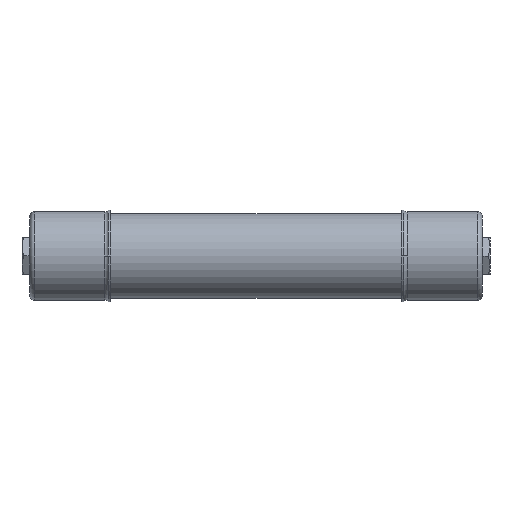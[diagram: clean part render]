
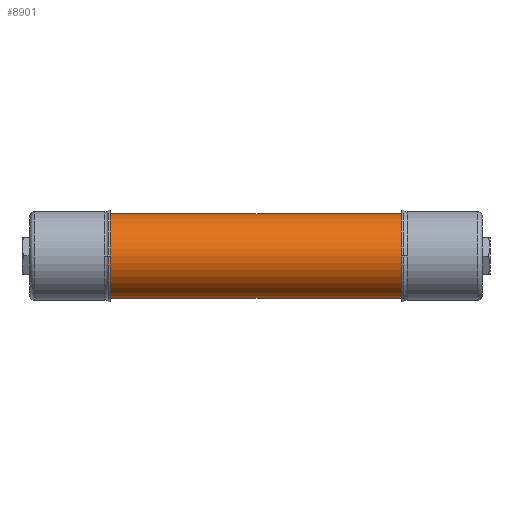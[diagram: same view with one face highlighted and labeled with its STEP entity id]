
A CAD part, front view. The second image highlights one B-rep face of the part: STEP entity #8901.
In plain terms, the highlighted cylindrical face has radius 36.513 mm (diameter 73.025 mm), a partial arc.
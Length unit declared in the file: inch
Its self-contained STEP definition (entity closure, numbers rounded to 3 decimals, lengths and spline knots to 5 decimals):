
#766 = DIRECTION ( 'NONE',  ( 0., 0., -1. ) ) ;
#1003 = AXIS2_PLACEMENT_3D ( 'NONE', #14975, #14032, #766 ) ;
#2385 = VERTEX_POINT ( 'NONE', #13217 ) ;
#2502 = DIRECTION ( 'NONE',  ( 0., 0., -1. ) ) ;
#2551 = DIRECTION ( 'NONE',  ( -1., 0., 0. ) ) ;
#2627 = VERTEX_POINT ( 'NONE', #13721 ) ;
#3328 = DIRECTION ( 'NONE',  ( -1., 0., 0. ) ) ;
#3706 = CIRCLE ( 'NONE', #1003, 1.4375 ) ;
#4148 = ORIENTED_EDGE ( 'NONE', *, *, #11076, .F. ) ;
#4179 = VERTEX_POINT ( 'NONE', #14536 ) ;
#5599 = LINE ( 'NONE', #8081, #8590 ) ;
#5764 = EDGE_CURVE ( 'Edge2', #8013, #2627, #12081, .T. ) ;
#6027 = CARTESIAN_POINT ( 'NONE',  ( 7.539, 0., 0. ) ) ;
#6364 = LINE ( 'NONE', #14203, #7085 ) ;
#6684 = AXIS2_PLACEMENT_3D ( 'NONE', #6027, #3328, #16471 ) ;
#7085 = VECTOR ( 'NONE', #2551, 39.37008 ) ;
#7532 = EDGE_LOOP ( 'NONE', ( #4148, #8622, #8981, #14944 ) ) ;
#8013 = VERTEX_POINT ( 'NONE', #8066 ) ;
#8066 = CARTESIAN_POINT ( 'NONE',  ( -7.539, 0., 1.4375 ) ) ;
#8081 = CARTESIAN_POINT ( 'NONE',  ( 7.539, 0., -1.4375 ) ) ;
#8590 = VECTOR ( 'NONE', #10909, 39.37008 ) ;
#8622 = ORIENTED_EDGE ( 'NONE', *, *, #8885, .F. ) ;
#8885 = EDGE_CURVE ( 'Edge1', #2385, #4179, #3706, .T. ) ;
#8901 = ADVANCED_FACE ( 'Face2', ( #11313 ), #10021, .T. ) ;
#8981 = ORIENTED_EDGE ( 'NONE', *, *, #14312, .T. ) ;
#10021 = CYLINDRICAL_SURFACE ( 'NONE', #6684, 1.4375 ) ;
#10909 = DIRECTION ( 'NONE',  ( -1., 0., 0. ) ) ;
#11076 = EDGE_CURVE ( 'NONE', #4179, #2627, #5599, .T. ) ;
#11313 = FACE_OUTER_BOUND ( 'NONE', #7532, .T. ) ;
#12081 = CIRCLE ( 'NONE', #12623, 1.4375 ) ;
#12623 = AXIS2_PLACEMENT_3D ( 'NONE', #16430, #15248, #2502 ) ;
#13217 = CARTESIAN_POINT ( 'NONE',  ( 7.539, 0., 1.4375 ) ) ;
#13721 = CARTESIAN_POINT ( 'NONE',  ( -7.539, 0., -1.4375 ) ) ;
#14032 = DIRECTION ( 'NONE',  ( 1., 0., 0. ) ) ;
#14203 = CARTESIAN_POINT ( 'NONE',  ( 7.539, 0., 1.4375 ) ) ;
#14312 = EDGE_CURVE ( 'NONE', #2385, #8013, #6364, .T. ) ;
#14536 = CARTESIAN_POINT ( 'NONE',  ( 7.539, 0., -1.4375 ) ) ;
#14944 = ORIENTED_EDGE ( 'NONE', *, *, #5764, .T. ) ;
#14975 = CARTESIAN_POINT ( 'NONE',  ( 7.539, 0., 0. ) ) ;
#15248 = DIRECTION ( 'NONE',  ( 1., 0., 0. ) ) ;
#16430 = CARTESIAN_POINT ( 'NONE',  ( -7.539, 0., 0. ) ) ;
#16471 = DIRECTION ( 'NONE',  ( 0., 0., 1. ) ) ;
